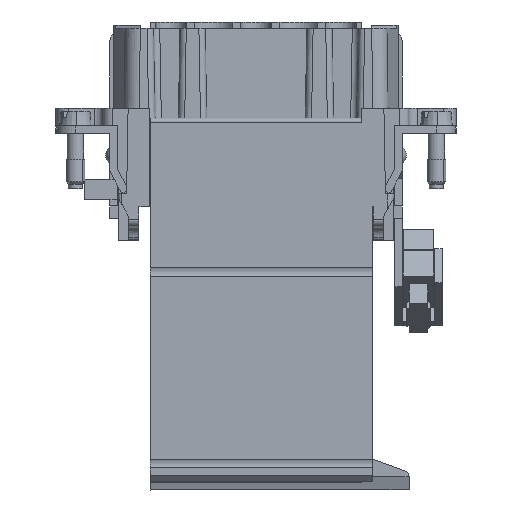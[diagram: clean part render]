
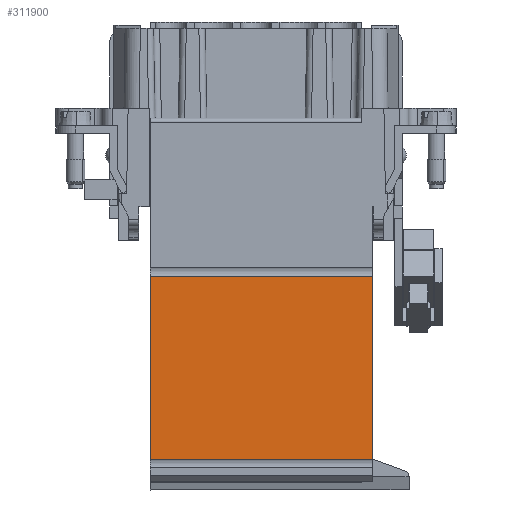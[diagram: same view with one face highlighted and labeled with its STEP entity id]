
A CAD part, left-side view. The second image highlights one B-rep face of the part: STEP entity #311900.
In plain terms, the highlighted face is planar.
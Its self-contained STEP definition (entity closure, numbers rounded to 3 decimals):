
#175080=CARTESIAN_POINT('',(-16.806,17.15,
69.75));
#175090=VERTEX_POINT('',#175080);
#175120=CARTESIAN_POINT('',(22.409,17.15,
69.75));
#175130=DIRECTION('',(-1.,0.,0.));
#175140=VECTOR('',#175130,1.);
#175150=LINE('',#175120,#175140);
#175160=CARTESIAN_POINT('',(18.394,17.15,
69.75));
#175170=VERTEX_POINT('',#175160);
#175180=EDGE_CURVE('',#175170,#175090,#175150,.T.);
#310770=CARTESIAN_POINT('',(18.394,17.15,
299.406));
#310780=DIRECTION('',(0.,0.,-1.));
#310790=VECTOR('',#310780,1.);
#310800=LINE('',#310770,#310790);
#310810=CARTESIAN_POINT('',(18.394,17.15,
40.75));
#310820=VERTEX_POINT('',#310810);
#310830=EDGE_CURVE('',#175170,#310820,#310800,.T.);
#311480=CARTESIAN_POINT('',(22.409,17.15,
40.75));
#311490=DIRECTION('',(1.,0.,0.));
#311500=VECTOR('',#311490,1.);
#311510=LINE('',#311480,#311500);
#311520=CARTESIAN_POINT('',(-16.806,17.15,
40.75));
#311530=VERTEX_POINT('',#311520);
#311540=EDGE_CURVE('',#311530,#310820,#311510,.T.);
#311740=CARTESIAN_POINT('',(16.684,17.15,
48.615));
#311750=DIRECTION('',(0.,1.,0.));
#311760=DIRECTION('',(0.,0.,-1.));
#311770=AXIS2_PLACEMENT_3D('',#311740,#311750,#311760);
#311780=PLANE('',#311770);
#311790=ORIENTED_EDGE('',*,*,#310830,.T.);
#311800=ORIENTED_EDGE('',*,*,#175180,.F.);
#311810=CARTESIAN_POINT('',(-16.806,17.15,14.5));
#311820=DIRECTION('',(0.,0.,-1.));
#311830=VECTOR('',#311820,1.);
#311840=LINE('',#311810,#311830);
#311850=EDGE_CURVE('',#175090,#311530,#311840,.T.);
#311860=ORIENTED_EDGE('',*,*,#311850,.F.);
#311870=ORIENTED_EDGE('',*,*,#311540,.F.);
#311880=EDGE_LOOP('',(#311870,#311860,#311800,#311790));
#311890=FACE_OUTER_BOUND('',#311880,.T.);
#311900=ADVANCED_FACE('',(#311890),#311780,.T.);
